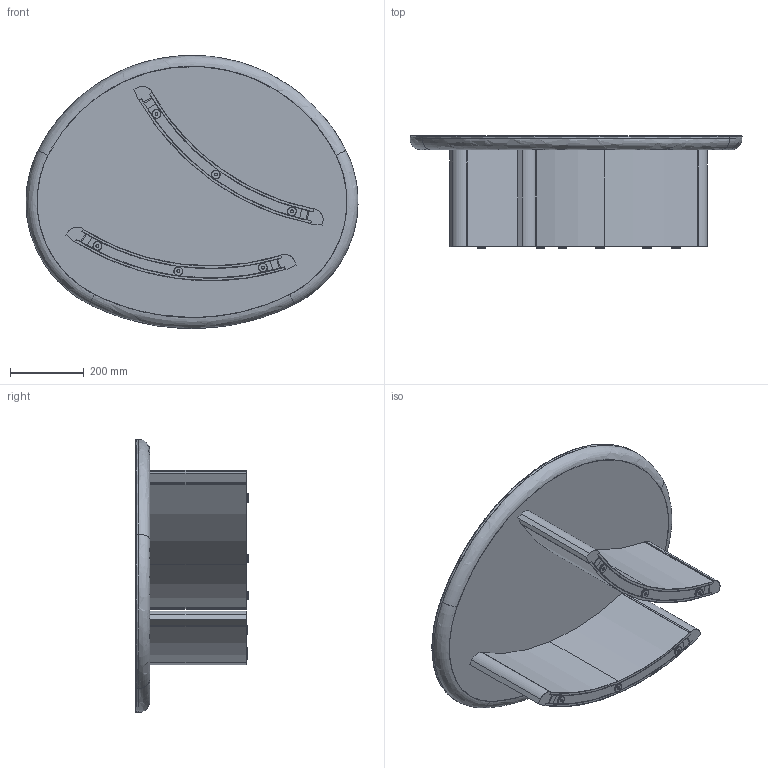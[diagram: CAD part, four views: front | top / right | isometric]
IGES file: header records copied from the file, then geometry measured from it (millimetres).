
Start section: SolidWorks IGES file using analytic representation for surfaces
Global section: file name: Dew Coffee table L900 B740 H300.IGS; native system: SolidWorks 2022; preprocessor: SolidWorks 2022; author: diederickp; date: 240202.164941; units: millimetre
Bounding box: 899.84 x 305 x 740.43 mm (x, y, z)
Surface area: 2608211.1 mm2 (no closed solid volume)
Topology: 0 solids, 0 shells, 178 faces, 2186 edges, 2186 vertices
Faces by surface type: bspline 102, revolution 76
